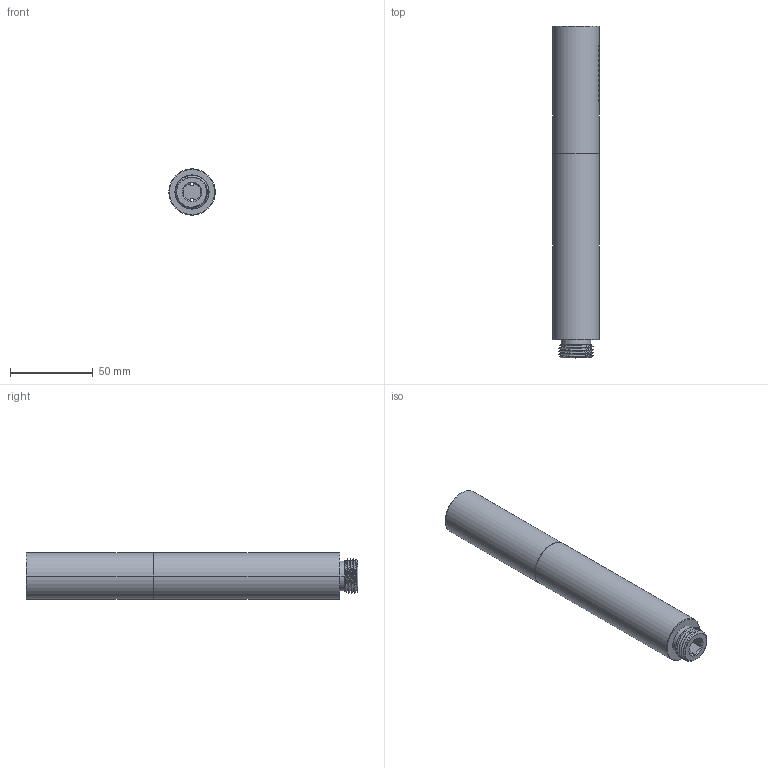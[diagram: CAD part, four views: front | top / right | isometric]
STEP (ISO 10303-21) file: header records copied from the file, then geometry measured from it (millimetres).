
FILE_DESCRIPTION((''),'2;1');
FILE_NAME('AS-HRB021CP','2020-09-22T',('Administrator'),(''),'PRO/ENGINEER BY PARAMETRIC TECHNOLOGY CORPORATION, 2010280','PRO/ENGINEER BY PARAMETRIC TECHNOLOGY CORPORATION, 2010280','');
FILE_SCHEMA(('CONFIG_CONTROL_DESIGN'));
Length unit declared in the file: millimetre
Products named in the file (1): AS-HRB021CP
Bounding box: 28 x 201 x 28 mm (x, y, z)
Volume: 28902.4 mm3; surface area: 35239.5 mm2
Topology: 1 solids, 1 shells, 170 faces, 457 edges, 302 vertices
Faces by surface type: cylinder 132, plane 24, bspline 6, cone 4, torus 4
Entity records: 7887 total; most frequent: CARTESIAN_POINT 3780, ORIENTED_EDGE 914, DIRECTION 632, EDGE_CURVE 457, VERTEX_POINT 302, EDGE_LOOP 283, AXIS2_PLACEMENT_3D 239, B_SPLINE_CURVE_WITH_KNOTS 228
